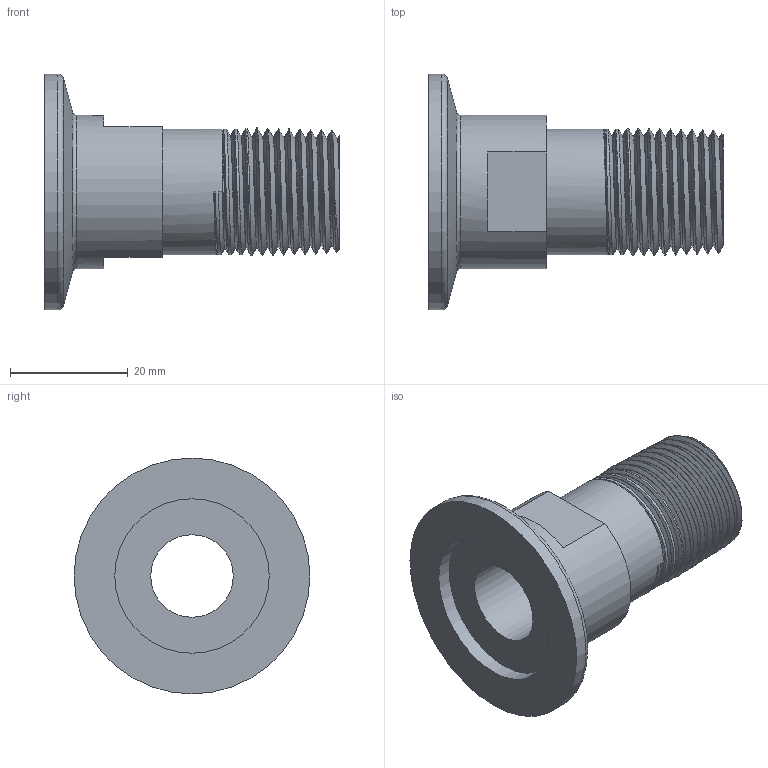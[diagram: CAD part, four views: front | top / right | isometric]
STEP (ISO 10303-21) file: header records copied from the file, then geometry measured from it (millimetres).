
FILE_DESCRIPTION (( 'STEP AP214' ), '1' );
FILE_NAME ('1KF25NM12FULLVAC.STEP', '2025-04-09T14:34:36', ( '' ), ( '' ), 'SwSTEP 2.0', 'SolidWorks 2017', '' );
FILE_SCHEMA (( 'AUTOMOTIVE_DESIGN' ));
Length unit declared in the file: millimetre
Products named in the file (1): 1KF25NM12FULLVAC
Bounding box: 50 x 40 x 40 mm (x, y, z)
Volume: 14295.8 mm3; surface area: 9071.2 mm2
Topology: 1 solids, 1 shells, 31 faces, 78 edges, 51 vertices
Faces by surface type: bspline 11, plane 11, cylinder 5, cone 2, torus 2
Full cylindrical faces by diameter (mm): 14 x1, 21.336 x1, 26 x1, 26.2 x1, 40 x1
Entity records: 12295 total; most frequent: CARTESIAN_POINT 11647, ORIENTED_EDGE 130, DIRECTION 98, EDGE_CURVE 65, VERTEX_POINT 46, EDGE_LOOP 43, AXIS2_PLACEMENT_3D 38, FACE_OUTER_BOUND 38
